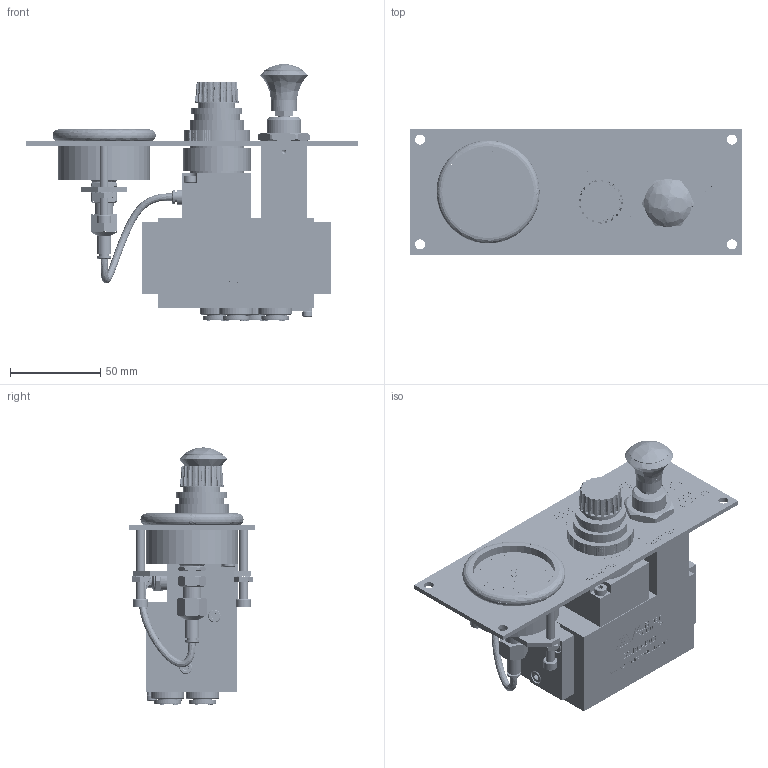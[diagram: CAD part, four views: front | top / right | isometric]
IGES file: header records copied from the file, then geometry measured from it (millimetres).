
Start section: SolidWorks IGES file using analytic representation for surfaces
Global section: file name: B2400-B03-VALVE-ASSY-(NSI)-LIFT-AXLE-KIT.IGS; native system: SolidWorks 2018; preprocessor: SolidWorks 2018; author: engremote3; date: 210730.055803; units: inch
Bounding box: 184.15 x 69.85 x 142.59 mm (x, y, z)
Surface area: 88699.1 mm2 (no closed solid volume)
Topology: 0 solids, 0 shells, 4303 faces, 48139 edges, 48134 vertices
Faces by surface type: bspline 3520, revolution 783
